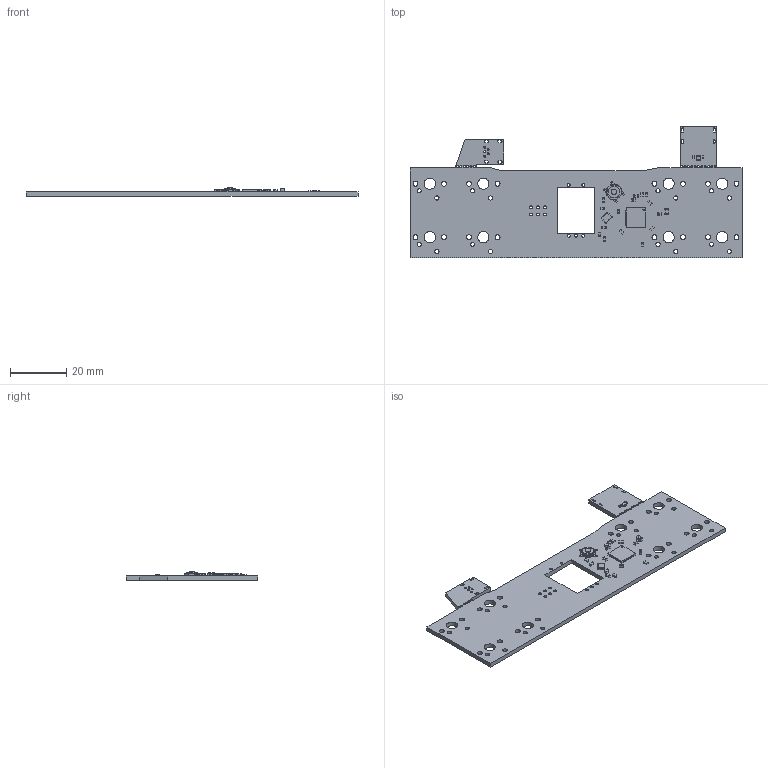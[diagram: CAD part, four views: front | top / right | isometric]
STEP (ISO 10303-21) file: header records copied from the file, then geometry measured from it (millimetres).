
FILE_DESCRIPTION(('FreeCAD Model'),'2;1');
FILE_NAME('assembled2.step','2022-02-02T10:43:02',('Author'),(''), 'Open CASCADE STEP processor 7.3','FreeCAD','Unknown');
FILE_SCHEMA(('AUTOMOTIVE_DESIGN { 1 0 10303 214 1 1 1 1 }'));
Length unit declared in the file: millimetre
Products named in the file (29): Pikatea_R26_PCB; Board_Geoms_fcbd; Local_CS_fcbd; Pcb_fcbd; PCB_Sketch_fcbd; Step_Models_fcbd; Top_fcbd; SW1_SW_SPST_TL3342_61F87470; R5_R_0603_1608Metric_61F8A8D3; Y1_Crystal_SMD_SeikoEpson_FA238-4Pin_3.2x2.5mm_61F812BB; U2_SOT_666_61F81285; U1_QFN-44-1EP_7x7mm_Pitch0.5mm_61F8126F; R_HWB1_R_0603_1608Metric_61F84E14; R4_R_0603_1608Metric_61F853EC; R3_R_0603_1608Metric_61F85494; R2_R_0402_1005Metric_61F81196; R1_R_0402_1005Metric_61F81187; C12_C_0603_1608Metric_61F81039; C11_C_0603_1608Metric_61F8860B; C10_C_0805_2012Metric_61F81017; C9_C_0603_1608Metric_61F81006; C8_C_0603_1608Metric_61F80FF5; C7_C_0603_1608Metric_61F80FE4; C6_C_0603_1608Metric_61F80FD3; C5_C_0603_1608Metric_61F80FC2; C4_C_0603_1608Metric_61F80FB1; C3_C_0603_1608Metric_61F80FA0; C2_C_0603_1608Metric_61F80F8F; C1_C_0603_1608Metric_61F84EFE
Assembly tree (28 placements, depth 4):
  Pikatea_R26_PCB
    Board_Geoms_fcbd
      Local_CS_fcbd
      Pcb_fcbd
      PCB_Sketch_fcbd
    Step_Models_fcbd
      Top_fcbd
        SW1_SW_SPST_TL3342_61F87470
        R5_R_0603_1608Metric_61F8A8D3
        Y1_Crystal_SMD_SeikoEpson_FA238-4Pin_3.2x2.5mm_61F812BB
        U2_SOT_666_61F81285
        U1_QFN-44-1EP_7x7mm_Pitch0.5mm_61F8126F
        R_HWB1_R_0603_1608Metric_61F84E14
        R4_R_0603_1608Metric_61F853EC
        R3_R_0603_1608Metric_61F85494
        R2_R_0402_1005Metric_61F81196
        R1_R_0402_1005Metric_61F81187
        C12_C_0603_1608Metric_61F81039
        C11_C_0603_1608Metric_61F8860B
        C10_C_0805_2012Metric_61F81017
        C9_C_0603_1608Metric_61F81006
        C8_C_0603_1608Metric_61F80FF5
        C7_C_0603_1608Metric_61F80FE4
        C6_C_0603_1608Metric_61F80FD3
        C5_C_0603_1608Metric_61F80FC2
        C4_C_0603_1608Metric_61F80FB1
        C3_C_0603_1608Metric_61F80FA0
        C2_C_0603_1608Metric_61F80F8F
        C1_C_0603_1608Metric_61F84EFE
Bounding box: 118.2 x 46.7 x 3.14 mm (x, y, z)
Volume: 5912.4 mm3; surface area: 8918 mm2
Topology: 23 solids, 24 shells, 1182 faces, 3238 edges, 2161 vertices
Faces by surface type: plane 760, cylinder 391, bspline 30, torus 1
Full cylindrical faces by diameter (mm): 0.5 x1, 0.7 x5, 0.75 x17, 1 x5, 1.016 x6, 1.47 x16, 1.75 x16, 2 x1, 3.988 x8
Entity records: 46232 total; most frequent: CARTESIAN_POINT 7636, ORIENTED_EDGE 6432, DIRECTION 6316, EDGE_CURVE 3216, LINE 2386, VECTOR 2386, VERTEX_POINT 2117, AXIS2_PLACEMENT_3D 1965
